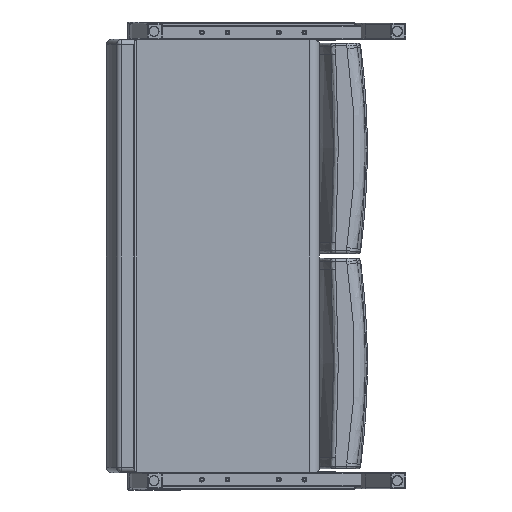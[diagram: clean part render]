
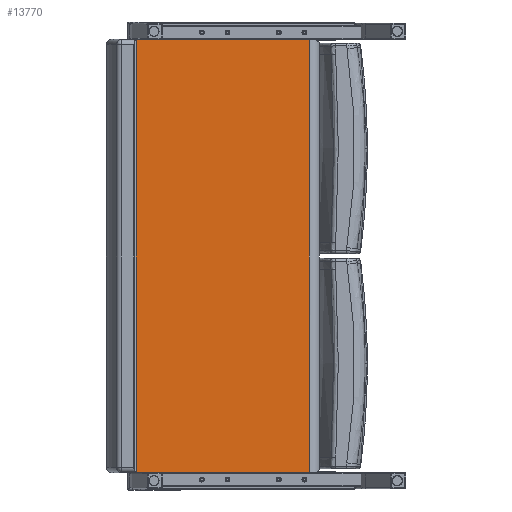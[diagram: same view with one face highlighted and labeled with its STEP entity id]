
A CAD part, front view. The second image highlights one B-rep face of the part: STEP entity #13770.
In plain terms, the highlighted planar face has unit normal (0, -1, 0).
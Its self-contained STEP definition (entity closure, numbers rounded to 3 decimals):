
#1258=PLANE('',#15503);
#1973=LINE('',#49574,#2728);
#1989=LINE('',#49708,#2744);
#1995=LINE('',#49795,#2750);
#1996=LINE('',#49797,#2751);
#2728=VECTOR('',#19360,0.394);
#2744=VECTOR('',#19436,0.394);
#2750=VECTOR('',#19498,0.394);
#2751=VECTOR('',#19501,0.394);
#3868=FACE_OUTER_BOUND('',#4925,.T.);
#4925=EDGE_LOOP('',(#12232,#12233,#12234,#12235));
#6800=VERTEX_POINT('',#49562);
#6801=VERTEX_POINT('',#49573);
#6825=VERTEX_POINT('',#49696);
#6826=VERTEX_POINT('',#49707);
#8579=EDGE_CURVE('',#6800,#6801,#1973,.T.);
#8618=EDGE_CURVE('',#6825,#6826,#1989,.T.);
#8643=EDGE_CURVE('',#6825,#6801,#1995,.T.);
#8644=EDGE_CURVE('',#6826,#6800,#1996,.T.);
#12232=ORIENTED_EDGE('',*,*,#8579,.F.);
#12233=ORIENTED_EDGE('',*,*,#8644,.F.);
#12234=ORIENTED_EDGE('',*,*,#8618,.F.);
#12235=ORIENTED_EDGE('',*,*,#8643,.T.);
#13770=ADVANCED_FACE('',(#3868),#1258,.T.);
#15503=AXIS2_PLACEMENT_3D('',#49796,#19499,#19500);
#19360=DIRECTION('',(1.,0.,0.));
#19436=DIRECTION('',(-1.,0.,0.));
#19498=DIRECTION('',(0.,0.,1.));
#19499=DIRECTION('center_axis',(0.,-1.,0.));
#19500=DIRECTION('ref_axis',(1.,0.,0.));
#19501=DIRECTION('',(0.,0.,1.));
#49562=CARTESIAN_POINT('',(-12.083,0.797,42.216));
#49573=CARTESIAN_POINT('',(4.791,0.797,42.216));
#49574=CARTESIAN_POINT('',(-9.146,0.797,42.216));
#49696=CARTESIAN_POINT('',(4.791,0.797,0.034));
#49707=CARTESIAN_POINT('',(-12.083,0.797,0.034));
#49708=CARTESIAN_POINT('',(-9.146,0.797,0.034));
#49795=CARTESIAN_POINT('',(4.791,0.797,0.));
#49796=CARTESIAN_POINT('Origin',(-12.083,0.797,0.));
#49797=CARTESIAN_POINT('',(-12.083,0.797,0.));
